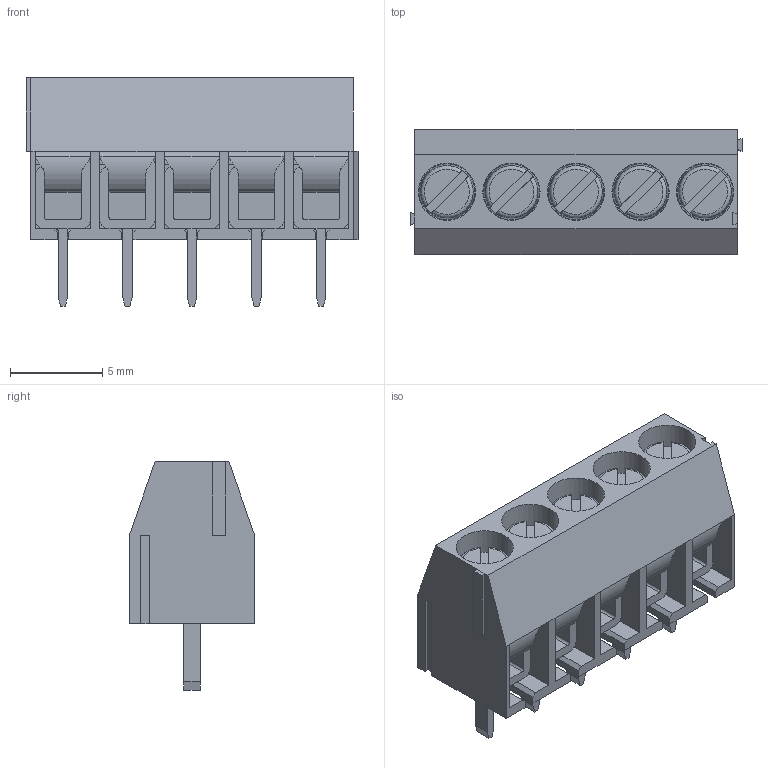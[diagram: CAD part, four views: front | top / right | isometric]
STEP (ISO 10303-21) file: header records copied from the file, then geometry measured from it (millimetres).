
FILE_DESCRIPTION(('FreeCAD Model'),'2;1');
FILE_NAME('Open CASCADE Shape Model','2023-02-18T22:11:25',( 'kicad StepUp'),('ksu MCAD'),'Open CASCADE STEP processor 7.6', 'FreeCAD','Unknown');
FILE_SCHEMA(('AUTOMOTIVE_DESIGN { 1 0 10303 214 1 1 1 1 }'));
Length unit declared in the file: millimetre
Products named in the file (17): PCB_Terminal_Block_5-P3.5; Body046; Body047; Body048; M1.6x4-Screw033; Body049; Body050; Body051; Body052; Body053; Body054; Body055; Body056; Body057; Body058; Body059; Body060
Assembly tree (16 placements, depth 2):
  PCB_Terminal_Block_5-P3.5
    Body046
    Body047
    Body048
    M1.6x4-Screw033
    Body049
    Body050
    Body051
    Body052
    Body053
    Body054
    Body055
    Body056
    Body057
    Body058
    Body059
    Body060
Bounding box: 18 x 6.8 x 12.4 mm (x, y, z)
Volume: 718.4 mm3; surface area: 2298.9 mm2
Topology: 16 solids, 16 shells, 486 faces, 1314 edges, 859 vertices
Faces by surface type: plane 326, cylinder 140, revolution 15, cone 5
Full cylindrical faces by diameter (mm): 1.25 x10, 1.6 x5, 1.8 x5, 2.1 x5, 3.1 x5
Entity records: 16415 total; most frequent: CARTESIAN_POINT 3481, ORIENTED_EDGE 2630, DIRECTION 2575, EDGE_CURVE 1314, LINE 914, VECTOR 914, VERTEX_POINT 859, AXIS2_PLACEMENT_3D 823
